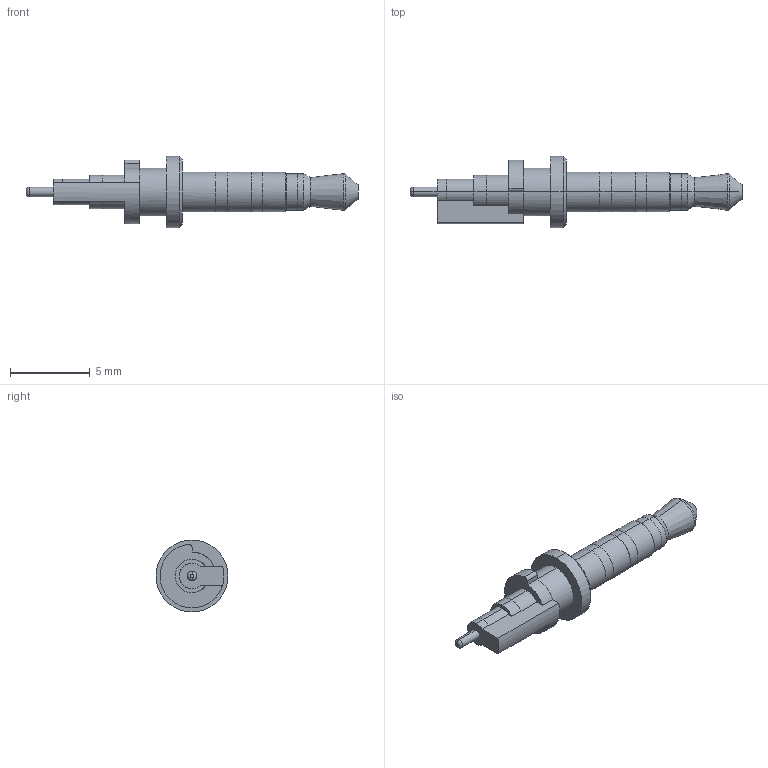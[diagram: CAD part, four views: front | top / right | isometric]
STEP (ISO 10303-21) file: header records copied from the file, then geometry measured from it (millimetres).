
FILE_DESCRIPTION (( 'STEP AP214' ), '1' );
FILE_NAME ('50-00407.STEP', '2014-08-28T22:16:38', ( 'Tensility' ), ( '' ), 'SwSTEP 2.0', 'SolidWorks 2014', '' );
FILE_SCHEMA (( 'AUTOMOTIVE_DESIGN' ));
Length unit declared in the file: millimetre
Products named in the file (1): 50-00407
Bounding box: 20.8 x 4.5 x 4.5 mm (x, y, z)
Volume: 103.3 mm3; surface area: 197.7 mm2
Topology: 1 solids, 1 shells, 65 faces, 149 edges, 91 vertices
Faces by surface type: cylinder 36, plane 15, cone 10, torus 4
Entity records: 2694 total; most frequent: CARTESIAN_POINT 482, DIRECTION 342, ORIENTED_EDGE 298, EDGE_CURVE 149, AXIS2_PLACEMENT_3D 138, VERTEX_POINT 91, CIRCLE 72, EDGE_LOOP 70
